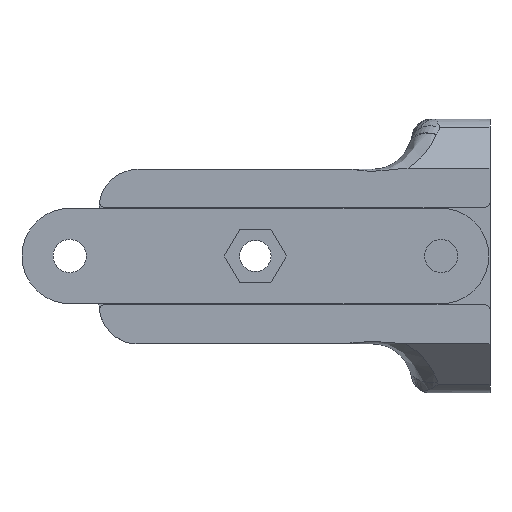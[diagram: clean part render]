
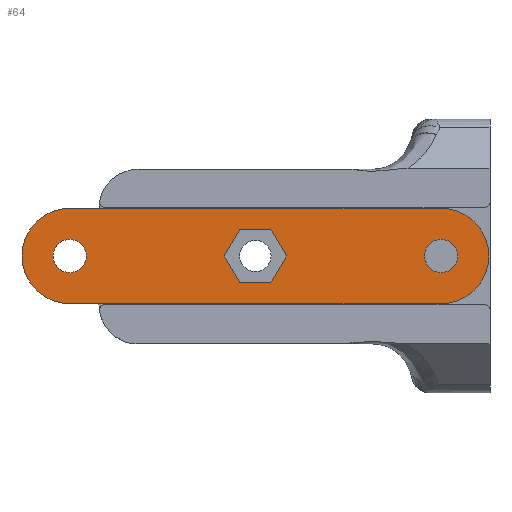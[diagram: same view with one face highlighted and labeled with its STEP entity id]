
A CAD part, left-side view. The second image highlights one B-rep face of the part: STEP entity #64.
In plain terms, the highlighted planar face has unit normal (-1, 0, 0).
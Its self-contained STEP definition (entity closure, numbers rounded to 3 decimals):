
#31 = AXIS2_PLACEMENT_3D ( 'NONE', #3376, #130, #3056 ) ;
#57 = CARTESIAN_POINT ( 'NONE',  ( 0., 43., 14. ) ) ;
#63 = DIRECTION ( 'NONE',  ( 0., -1., 0. ) ) ;
#64 = ADVANCED_FACE ( 'NONE', ( #3022, #1552, #3369, #2434 ), #437, .F. ) ;
#78 = ORIENTED_EDGE ( 'NONE', *, *, #215, .T. ) ;
#130 = DIRECTION ( 'NONE',  ( 1., 0., 0. ) ) ;
#132 = CARTESIAN_POINT ( 'NONE',  ( 0., 22.412, 16.75 ) ) ;
#161 = AXIS2_PLACEMENT_3D ( 'NONE', #3480, #2868, #194 ) ;
#184 = ORIENTED_EDGE ( 'NONE', *, *, #3437, .T. ) ;
#194 = DIRECTION ( 'NONE',  ( 0., 1., 0. ) ) ;
#199 = LINE ( 'NONE', #1401, #3763 ) ;
#215 = EDGE_CURVE ( 'NONE', #2375, #904, #3677, .T. ) ;
#282 = AXIS2_PLACEMENT_3D ( 'NONE', #1924, #3722, #2252 ) ;
#296 = DIRECTION ( 'NONE',  ( 0., 1., 0. ) ) ;
#311 = DIRECTION ( 'NONE',  ( 0., 1., 0. ) ) ;
#318 = ORIENTED_EDGE ( 'NONE', *, *, #3833, .F. ) ;
#340 = VERTEX_POINT ( 'NONE', #2724 ) ;
#358 = DIRECTION ( 'NONE',  ( 1., 0., 0. ) ) ;
#383 = DIRECTION ( 'NONE',  ( 0., -0.5, -0.866 ) ) ;
#398 = DIRECTION ( 'NONE',  ( 0., 1., 0. ) ) ;
#437 = PLANE ( 'NONE',  #2265 ) ;
#473 = EDGE_CURVE ( 'NONE', #2453, #2148, #3344, .T. ) ;
#493 = ORIENTED_EDGE ( 'NONE', *, *, #1027, .F. ) ;
#532 = VERTEX_POINT ( 'NONE', #1425 ) ;
#539 = CIRCLE ( 'NONE', #856, 1.7 ) ;
#602 = DIRECTION ( 'NONE',  ( 1., 0., 0. ) ) ;
#604 = ORIENTED_EDGE ( 'NONE', *, *, #2073, .F. ) ;
#631 = ORIENTED_EDGE ( 'NONE', *, *, #3584, .T. ) ;
#647 = VECTOR ( 'NONE', #1937, 1000. ) ;
#663 = CIRCLE ( 'NONE', #3698, 1.7 ) ;
#695 = CARTESIAN_POINT ( 'NONE',  ( 0., 43., 18.875 ) ) ;
#856 = AXIS2_PLACEMENT_3D ( 'NONE', #1875, #358, #954 ) ;
#904 = VERTEX_POINT ( 'NONE', #1137 ) ;
#954 = DIRECTION ( 'NONE',  ( 0., 1., 0. ) ) ;
#1009 = LINE ( 'NONE', #3473, #1108 ) ;
#1027 = EDGE_CURVE ( 'NONE', #532, #1270, #3692, .T. ) ;
#1028 = CIRCLE ( 'NONE', #3131, 1.7 ) ;
#1083 = ORIENTED_EDGE ( 'NONE', *, *, #3603, .T. ) ;
#1108 = VECTOR ( 'NONE', #2602, 1000. ) ;
#1137 = CARTESIAN_POINT ( 'NONE',  ( 0., 25.588, 16.75 ) ) ;
#1216 = CARTESIAN_POINT ( 'NONE',  ( 0., 22.412, 11.25 ) ) ;
#1220 = DIRECTION ( 'NONE',  ( 0., 1., 0. ) ) ;
#1270 = VERTEX_POINT ( 'NONE', #1850 ) ;
#1289 = AXIS2_PLACEMENT_3D ( 'NONE', #57, #602, #311 ) ;
#1293 = ORIENTED_EDGE ( 'NONE', *, *, #2522, .T. ) ;
#1392 = EDGE_CURVE ( 'NONE', #1270, #2453, #2711, .T. ) ;
#1401 = CARTESIAN_POINT ( 'NONE',  ( 0., 43., 9.125 ) ) ;
#1404 = EDGE_LOOP ( 'NONE', ( #3576, #1293, #184, #3467, #78, #1083 ) ) ;
#1425 = CARTESIAN_POINT ( 'NONE',  ( 0., 43., 9.125 ) ) ;
#1475 = VECTOR ( 'NONE', #2956, 1000. ) ;
#1498 = VERTEX_POINT ( 'NONE', #2347 ) ;
#1506 = CARTESIAN_POINT ( 'NONE',  ( 0., 20.825, 14. ) ) ;
#1552 = FACE_BOUND ( 'NONE', #3683, .T. ) ;
#1569 = CARTESIAN_POINT ( 'NONE',  ( 0., 43., 15.7 ) ) ;
#1587 = CARTESIAN_POINT ( 'NONE',  ( 0., 40., 28. ) ) ;
#1632 = CARTESIAN_POINT ( 'NONE',  ( 0., 22.412, 16.75 ) ) ;
#1636 = CARTESIAN_POINT ( 'NONE',  ( 0., 5., 18.875 ) ) ;
#1689 = VERTEX_POINT ( 'NONE', #1928 ) ;
#1729 = EDGE_LOOP ( 'NONE', ( #318, #604, #1792, #2403, #493 ) ) ;
#1764 = LINE ( 'NONE', #1847, #1475 ) ;
#1792 = ORIENTED_EDGE ( 'NONE', *, *, #473, .F. ) ;
#1803 = ORIENTED_EDGE ( 'NONE', *, *, #3309, .T. ) ;
#1838 = EDGE_CURVE ( 'NONE', #340, #2688, #3023, .T. ) ;
#1847 = CARTESIAN_POINT ( 'NONE',  ( 0., 25.588, 11.25 ) ) ;
#1850 = CARTESIAN_POINT ( 'NONE',  ( 0., 47.875, 14. ) ) ;
#1863 = CARTESIAN_POINT ( 'NONE',  ( 0., 43., 12.3 ) ) ;
#1875 = CARTESIAN_POINT ( 'NONE',  ( 0., 43., 14. ) ) ;
#1884 = LINE ( 'NONE', #1632, #3027 ) ;
#1924 = CARTESIAN_POINT ( 'NONE',  ( 0., 5., 14. ) ) ;
#1928 = CARTESIAN_POINT ( 'NONE',  ( 0., 25.588, 11.25 ) ) ;
#1931 = CARTESIAN_POINT ( 'NONE',  ( 0., 27.175, 14. ) ) ;
#1933 = EDGE_LOOP ( 'NONE', ( #631, #1803 ) ) ;
#1937 = DIRECTION ( 'NONE',  ( 0., -1., 0. ) ) ;
#1968 = CIRCLE ( 'NONE', #282, 4.875 ) ;
#2042 = CARTESIAN_POINT ( 'NONE',  ( 0., 5., 14. ) ) ;
#2048 = CARTESIAN_POINT ( 'NONE',  ( 0., 5., 15.7 ) ) ;
#2073 = EDGE_CURVE ( 'NONE', #2148, #1498, #1968, .T. ) ;
#2103 = CARTESIAN_POINT ( 'NONE',  ( 0., 22.412, 11.25 ) ) ;
#2132 = ORIENTED_EDGE ( 'NONE', *, *, #2927, .T. ) ;
#2148 = VERTEX_POINT ( 'NONE', #1636 ) ;
#2188 = CARTESIAN_POINT ( 'NONE',  ( 0., 43., 14. ) ) ;
#2201 = DIRECTION ( 'NONE',  ( 1., 0., 0. ) ) ;
#2223 = DIRECTION ( 'NONE',  ( 0., -0.5, 0.866 ) ) ;
#2252 = DIRECTION ( 'NONE',  ( 0., 1., 0. ) ) ;
#2265 = AXIS2_PLACEMENT_3D ( 'NONE', #1587, #2201, #3353 ) ;
#2296 = EDGE_CURVE ( 'NONE', #1689, #2375, #1764, .T. ) ;
#2347 = CARTESIAN_POINT ( 'NONE',  ( 0., 5., 9.125 ) ) ;
#2375 = VERTEX_POINT ( 'NONE', #3295 ) ;
#2403 = ORIENTED_EDGE ( 'NONE', *, *, #1392, .F. ) ;
#2434 = FACE_BOUND ( 'NONE', #1404, .T. ) ;
#2453 = VERTEX_POINT ( 'NONE', #695 ) ;
#2474 = EDGE_CURVE ( 'NONE', #3183, #3080, #1884, .T. ) ;
#2484 = CARTESIAN_POINT ( 'NONE',  ( 0., 25.588, 16.75 ) ) ;
#2522 = EDGE_CURVE ( 'NONE', #3080, #3292, #1009, .T. ) ;
#2602 = DIRECTION ( 'NONE',  ( 0., 0.5, -0.866 ) ) ;
#2648 = DIRECTION ( 'NONE',  ( 0., 1., 0. ) ) ;
#2688 = VERTEX_POINT ( 'NONE', #2048 ) ;
#2711 = CIRCLE ( 'NONE', #31, 4.875 ) ;
#2724 = CARTESIAN_POINT ( 'NONE',  ( 0., 5., 12.3 ) ) ;
#2734 = LINE ( 'NONE', #2484, #2964 ) ;
#2868 = DIRECTION ( 'NONE',  ( 1., 0., 0. ) ) ;
#2927 = EDGE_CURVE ( 'NONE', #2688, #340, #1028, .T. ) ;
#2930 = LINE ( 'NONE', #2103, #3520 ) ;
#2943 = DIRECTION ( 'NONE',  ( 1., 0., 0. ) ) ;
#2956 = DIRECTION ( 'NONE',  ( 0., 0.5, 0.866 ) ) ;
#2964 = VECTOR ( 'NONE', #63, 1000. ) ;
#3022 = FACE_OUTER_BOUND ( 'NONE', #1729, .T. ) ;
#3023 = CIRCLE ( 'NONE', #161, 1.7 ) ;
#3027 = VECTOR ( 'NONE', #383, 1000. ) ;
#3056 = DIRECTION ( 'NONE',  ( 0., 1., 0. ) ) ;
#3080 = VERTEX_POINT ( 'NONE', #1506 ) ;
#3131 = AXIS2_PLACEMENT_3D ( 'NONE', #2042, #2943, #2648 ) ;
#3183 = VERTEX_POINT ( 'NONE', #132 ) ;
#3255 = VECTOR ( 'NONE', #2223, 1000. ) ;
#3278 = ORIENTED_EDGE ( 'NONE', *, *, #1838, .T. ) ;
#3292 = VERTEX_POINT ( 'NONE', #1216 ) ;
#3295 = CARTESIAN_POINT ( 'NONE',  ( 0., 27.175, 14. ) ) ;
#3307 = DIRECTION ( 'NONE',  ( 1., 0., 0. ) ) ;
#3309 = EDGE_CURVE ( 'NONE', #3385, #3621, #539, .T. ) ;
#3344 = LINE ( 'NONE', #3414, #647 ) ;
#3353 = DIRECTION ( 'NONE',  ( 0., 1., 0. ) ) ;
#3369 = FACE_BOUND ( 'NONE', #1933, .T. ) ;
#3376 = CARTESIAN_POINT ( 'NONE',  ( 0., 43., 14. ) ) ;
#3385 = VERTEX_POINT ( 'NONE', #1569 ) ;
#3414 = CARTESIAN_POINT ( 'NONE',  ( 0., 43., 18.875 ) ) ;
#3437 = EDGE_CURVE ( 'NONE', #3292, #1689, #2930, .T. ) ;
#3467 = ORIENTED_EDGE ( 'NONE', *, *, #2296, .T. ) ;
#3473 = CARTESIAN_POINT ( 'NONE',  ( 0., 20.825, 14. ) ) ;
#3480 = CARTESIAN_POINT ( 'NONE',  ( 0., 5., 14. ) ) ;
#3520 = VECTOR ( 'NONE', #1220, 1000. ) ;
#3576 = ORIENTED_EDGE ( 'NONE', *, *, #2474, .T. ) ;
#3584 = EDGE_CURVE ( 'NONE', #3621, #3385, #663, .T. ) ;
#3603 = EDGE_CURVE ( 'NONE', #904, #3183, #2734, .T. ) ;
#3621 = VERTEX_POINT ( 'NONE', #1863 ) ;
#3677 = LINE ( 'NONE', #1931, #3255 ) ;
#3683 = EDGE_LOOP ( 'NONE', ( #3278, #2132 ) ) ;
#3692 = CIRCLE ( 'NONE', #1289, 4.875 ) ;
#3698 = AXIS2_PLACEMENT_3D ( 'NONE', #2188, #3307, #398 ) ;
#3722 = DIRECTION ( 'NONE',  ( 1., 0., 0. ) ) ;
#3763 = VECTOR ( 'NONE', #296, 1000. ) ;
#3833 = EDGE_CURVE ( 'NONE', #1498, #532, #199, .T. ) ;
